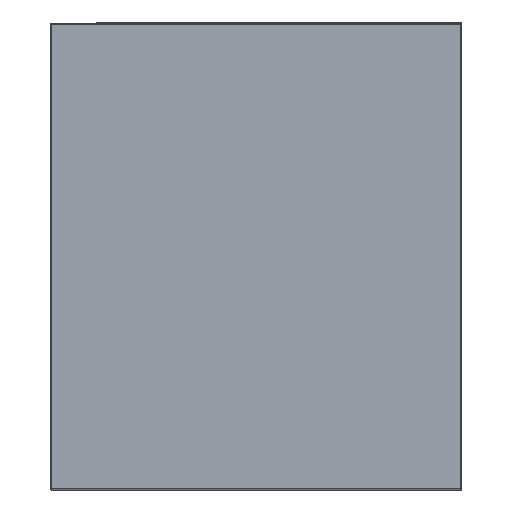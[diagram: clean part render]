
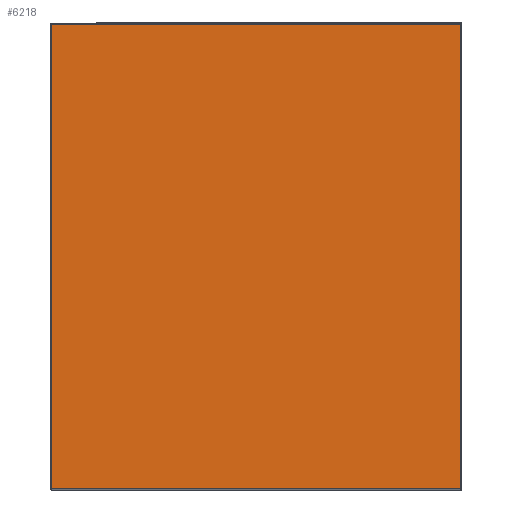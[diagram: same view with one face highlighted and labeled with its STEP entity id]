
A CAD part, left-side view. The second image highlights one B-rep face of the part: STEP entity #6218.
In plain terms, the highlighted planar face has unit normal (-1, 0, 0).
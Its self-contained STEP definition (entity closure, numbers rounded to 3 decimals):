
#746 = DIRECTION ( 'NONE',  ( 0., 0., 1. ) ) ;
#1037 = VERTEX_POINT ( 'NONE', #9881 ) ;
#1063 = EDGE_CURVE ( 'NONE', #1037, #7624, #2696, .T. ) ;
#2696 = LINE ( 'NONE', #8144, #5241 ) ;
#2905 = DIRECTION ( 'NONE',  ( -1., 0., 0. ) ) ;
#3028 = VECTOR ( 'NONE', #6730, 1000. ) ;
#3641 = CARTESIAN_POINT ( 'NONE',  ( -297.5, 1., 224.086 ) ) ;
#3908 = PLANE ( 'NONE',  #10794 ) ;
#4621 = DIRECTION ( 'NONE',  ( 0., -1., 0. ) ) ;
#4663 = DIRECTION ( 'NONE',  ( 0., 0., 1. ) ) ;
#4785 = ORIENTED_EDGE ( 'NONE', *, *, #11375, .T. ) ;
#4905 = EDGE_CURVE ( 'NONE', #7917, #5072, #9848, .T. ) ;
#4948 = LINE ( 'NONE', #8742, #10427 ) ;
#5072 = VERTEX_POINT ( 'NONE', #5528 ) ;
#5228 = EDGE_CURVE ( 'NONE', #7624, #7917, #4948, .T. ) ;
#5241 = VECTOR ( 'NONE', #4621, 1000. ) ;
#5528 = CARTESIAN_POINT ( 'NONE',  ( -297.5, 399., 224.086 ) ) ;
#6185 = DIRECTION ( 'NONE',  ( 0., 1., 0. ) ) ;
#6218 = ADVANCED_FACE ( 'NONE', ( #8247 ), #3908, .T. ) ;
#6244 = CARTESIAN_POINT ( 'NONE',  ( -297.5, 400., 224.086 ) ) ;
#6658 = EDGE_LOOP ( 'NONE', ( #4785, #6749, #7754, #9465 ) ) ;
#6730 = DIRECTION ( 'NONE',  ( 0., 0., -1. ) ) ;
#6749 = ORIENTED_EDGE ( 'NONE', *, *, #1063, .T. ) ;
#7243 = CARTESIAN_POINT ( 'NONE',  ( -297.5, 1., -227.5 ) ) ;
#7371 = CARTESIAN_POINT ( 'NONE',  ( -297.5, 399., -228.5 ) ) ;
#7624 = VERTEX_POINT ( 'NONE', #7243 ) ;
#7754 = ORIENTED_EDGE ( 'NONE', *, *, #5228, .T. ) ;
#7917 = VERTEX_POINT ( 'NONE', #3641 ) ;
#8144 = CARTESIAN_POINT ( 'NONE',  ( -297.5, 400., -227.5 ) ) ;
#8247 = FACE_OUTER_BOUND ( 'NONE', #6658, .T. ) ;
#8307 = CARTESIAN_POINT ( 'NONE',  ( -297.5, 400., -228.5 ) ) ;
#8402 = VECTOR ( 'NONE', #6185, 1000. ) ;
#8482 = LINE ( 'NONE', #7371, #3028 ) ;
#8742 = CARTESIAN_POINT ( 'NONE',  ( -297.5, 1., -228.5 ) ) ;
#9465 = ORIENTED_EDGE ( 'NONE', *, *, #4905, .T. ) ;
#9848 = LINE ( 'NONE', #6244, #8402 ) ;
#9881 = CARTESIAN_POINT ( 'NONE',  ( -297.5, 399., -227.5 ) ) ;
#10427 = VECTOR ( 'NONE', #746, 1000. ) ;
#10794 = AXIS2_PLACEMENT_3D ( 'NONE', #8307, #2905, #4663 ) ;
#11375 = EDGE_CURVE ( 'NONE', #5072, #1037, #8482, .T. ) ;
